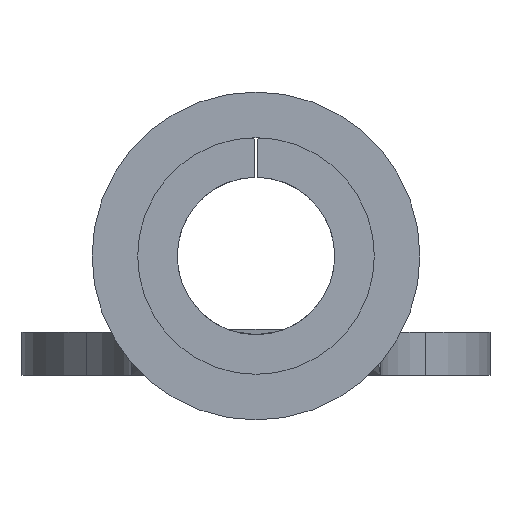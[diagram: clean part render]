
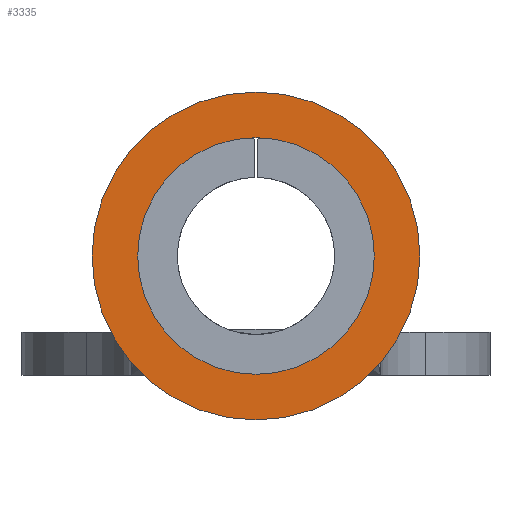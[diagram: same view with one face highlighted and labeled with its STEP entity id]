
A CAD part, front view. The second image highlights one B-rep face of the part: STEP entity #3335.
In plain terms, the highlighted planar face has unit normal (0, -1, 0).
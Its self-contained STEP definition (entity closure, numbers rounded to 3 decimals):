
#15 = AXIS2_PLACEMENT_3D ( 'NONE', #533, #548, #2093 ) ;
#126 = ORIENTED_EDGE ( 'NONE', *, *, #2544, .T. ) ;
#332 = ORIENTED_EDGE ( 'NONE', *, *, #342, .F. ) ;
#342 = EDGE_CURVE ( 'NONE', #3070, #3039, #2620, .T. ) ;
#533 = CARTESIAN_POINT ( 'NONE',  ( 0., -18.69, 1.8 ) ) ;
#548 = DIRECTION ( 'NONE',  ( 0., 1., 0. ) ) ;
#617 = DIRECTION ( 'NONE',  ( 0., 0., -1. ) ) ;
#716 = CIRCLE ( 'NONE', #15, 2.18 ) ;
#753 = CIRCLE ( 'NONE', #2534, 3.02 ) ;
#831 = DIRECTION ( 'NONE',  ( 0., -1., 0. ) ) ;
#885 = CARTESIAN_POINT ( 'NONE',  ( 0., -18.69, 4.82 ) ) ;
#913 = CARTESIAN_POINT ( 'NONE',  ( 0., -18.69, -1.22 ) ) ;
#942 = AXIS2_PLACEMENT_3D ( 'NONE', #2957, #831, #617 ) ;
#1039 = CARTESIAN_POINT ( 'NONE',  ( 0., -18.69, 3.98 ) ) ;
#1101 = VERTEX_POINT ( 'NONE', #1039 ) ;
#1139 = ORIENTED_EDGE ( 'NONE', *, *, #2549, .T. ) ;
#1233 = DIRECTION ( 'NONE',  ( 0., 1., 0. ) ) ;
#1307 = DIRECTION ( 'NONE',  ( 0., 0., 1. ) ) ;
#1327 = EDGE_LOOP ( 'NONE', ( #1139, #126 ) ) ;
#1905 = CARTESIAN_POINT ( 'NONE',  ( 0., -18.69, -0.38 ) ) ;
#1948 = FACE_BOUND ( 'NONE', #1327, .T. ) ;
#2008 = AXIS2_PLACEMENT_3D ( 'NONE', #2576, #1233, #2021 ) ;
#2021 = DIRECTION ( 'NONE',  ( 0., 0., 1. ) ) ;
#2035 = CIRCLE ( 'NONE', #2129, 2.18 ) ;
#2093 = DIRECTION ( 'NONE',  ( 0., 0., 1. ) ) ;
#2129 = AXIS2_PLACEMENT_3D ( 'NONE', #2864, #2840, #1307 ) ;
#2534 = AXIS2_PLACEMENT_3D ( 'NONE', #2885, #2859, #3126 ) ;
#2544 = EDGE_CURVE ( 'NONE', #2630, #1101, #2035, .T. ) ;
#2549 = EDGE_CURVE ( 'NONE', #1101, #2630, #716, .T. ) ;
#2576 = CARTESIAN_POINT ( 'NONE',  ( 0., -18.69, 1.8 ) ) ;
#2585 = ORIENTED_EDGE ( 'NONE', *, *, #3281, .F. ) ;
#2620 = CIRCLE ( 'NONE', #2008, 3.02 ) ;
#2630 = VERTEX_POINT ( 'NONE', #1905 ) ;
#2666 = EDGE_LOOP ( 'NONE', ( #2585, #332 ) ) ;
#2840 = DIRECTION ( 'NONE',  ( 0., 1., 0. ) ) ;
#2859 = DIRECTION ( 'NONE',  ( 0., 1., 0. ) ) ;
#2864 = CARTESIAN_POINT ( 'NONE',  ( 0., -18.69, 1.8 ) ) ;
#2885 = CARTESIAN_POINT ( 'NONE',  ( 0., -18.69, 1.8 ) ) ;
#2957 = CARTESIAN_POINT ( 'NONE',  ( -3.02, -18.69, 1.8 ) ) ;
#2967 = PLANE ( 'NONE',  #942 ) ;
#3039 = VERTEX_POINT ( 'NONE', #885 ) ;
#3070 = VERTEX_POINT ( 'NONE', #913 ) ;
#3126 = DIRECTION ( 'NONE',  ( 0., 0., 1. ) ) ;
#3133 = FACE_OUTER_BOUND ( 'NONE', #2666, .T. ) ;
#3281 = EDGE_CURVE ( 'NONE', #3039, #3070, #753, .T. ) ;
#3335 = ADVANCED_FACE ( 'NONE', ( #1948, #3133 ), #2967, .T. ) ;
